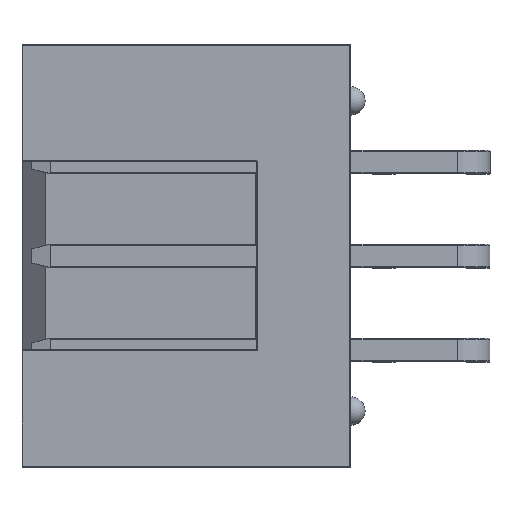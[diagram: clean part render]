
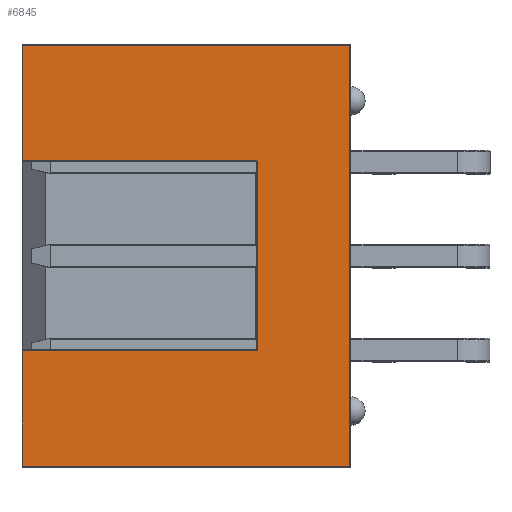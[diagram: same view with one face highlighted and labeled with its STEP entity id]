
A CAD part, top view. The second image highlights one B-rep face of the part: STEP entity #6845.
In plain terms, the highlighted face is planar.
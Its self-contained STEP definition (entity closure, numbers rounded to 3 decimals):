
#393=PLANE('',#7610);
#765=FACE_OUTER_BOUND('',#1189,.T.);
#1189=EDGE_LOOP('',(#5570,#5571,#5572,#5573,#5574,#5575,#5576,#5577,#5578,
#5579));
#1525=CIRCLE('',#7415,0.051);
#1569=CIRCLE('',#7479,0.051);
#1773=LINE('',#10905,#2357);
#1782=LINE('',#10946,#2366);
#1784=LINE('',#10949,#2368);
#1788=LINE('',#10955,#2372);
#1793=LINE('',#10963,#2377);
#1804=LINE('',#10979,#2388);
#1809=LINE('',#10987,#2393);
#1829=LINE('',#11017,#2413);
#2357=VECTOR('',#8735,10.);
#2366=VECTOR('',#8784,10.);
#2368=VECTOR('',#8788,10.);
#2372=VECTOR('',#8796,10.);
#2377=VECTOR('',#8807,10.);
#2388=VECTOR('',#8828,10.);
#2393=VECTOR('',#8839,10.);
#2413=VECTOR('',#8879,10.);
#3073=VERTEX_POINT('',#10647);
#3074=VERTEX_POINT('',#10648);
#3093=VERTEX_POINT('',#10771);
#3119=VERTEX_POINT('',#10844);
#3120=VERTEX_POINT('',#10846);
#3129=VERTEX_POINT('',#10874);
#3138=VERTEX_POINT('',#10898);
#3144=VERTEX_POINT('',#10924);
#3149=VERTEX_POINT('',#10934);
#3152=VERTEX_POINT('',#10941);
#3798=EDGE_CURVE('',#3073,#3074,#1525,.T.);
#3862=EDGE_CURVE('',#3119,#3120,#1569,.T.);
#3890=EDGE_CURVE('',#3138,#3119,#1773,.T.);
#3911=EDGE_CURVE('',#3144,#3152,#1782,.T.);
#3913=EDGE_CURVE('',#3152,#3149,#1784,.T.);
#3917=EDGE_CURVE('',#3149,#3138,#1788,.T.);
#3922=EDGE_CURVE('',#3129,#3144,#1793,.T.);
#3933=EDGE_CURVE('',#3093,#3129,#1804,.T.);
#3938=EDGE_CURVE('',#3120,#3073,#1809,.T.);
#3958=EDGE_CURVE('',#3074,#3093,#1829,.T.);
#5570=ORIENTED_EDGE('',*,*,#3911,.F.);
#5571=ORIENTED_EDGE('',*,*,#3922,.F.);
#5572=ORIENTED_EDGE('',*,*,#3933,.F.);
#5573=ORIENTED_EDGE('',*,*,#3958,.F.);
#5574=ORIENTED_EDGE('',*,*,#3798,.F.);
#5575=ORIENTED_EDGE('',*,*,#3938,.F.);
#5576=ORIENTED_EDGE('',*,*,#3862,.F.);
#5577=ORIENTED_EDGE('',*,*,#3890,.F.);
#5578=ORIENTED_EDGE('',*,*,#3917,.F.);
#5579=ORIENTED_EDGE('',*,*,#3913,.F.);
#6845=ADVANCED_FACE('',(#765),#393,.T.);
#7415=AXIS2_PLACEMENT_3D('',#10649,#8519,#8520);
#7479=AXIS2_PLACEMENT_3D('',#10847,#8665,#8666);
#7610=AXIS2_PLACEMENT_3D('',#11187,#9078,#9079);
#8519=DIRECTION('center_axis',(0.,1.,0.));
#8520=DIRECTION('ref_axis',(-0.707,0.,-0.707));
#8665=DIRECTION('center_axis',(0.,1.,0.));
#8666=DIRECTION('ref_axis',(0.707,0.,-0.707));
#8735=DIRECTION('',(0.,0.,-1.));
#8784=DIRECTION('',(1.,0.,0.));
#8788=DIRECTION('',(0.,0.,1.));
#8796=DIRECTION('',(-1.,0.,0.));
#8807=DIRECTION('',(0.,0.,-1.));
#8828=DIRECTION('',(-1.,0.,0.));
#8839=DIRECTION('',(-1.,0.,0.));
#8879=DIRECTION('',(0.,0.,1.));
#9078=DIRECTION('center_axis',(0.,1.,0.));
#9079=DIRECTION('ref_axis',(-1.,0.,0.));
#10647=CARTESIAN_POINT('',(-2.515,4.445,2.515));
#10648=CARTESIAN_POINT('',(-2.565,4.445,2.565));
#10649=CARTESIAN_POINT('Origin',(-2.515,4.445,2.565));
#10771=CARTESIAN_POINT('',(-2.565,4.445,8.865));
#10844=CARTESIAN_POINT('',(2.565,4.445,2.565));
#10846=CARTESIAN_POINT('',(2.515,4.445,2.515));
#10847=CARTESIAN_POINT('Origin',(2.515,4.445,2.565));
#10874=CARTESIAN_POINT('',(-5.69,4.445,8.865));
#10898=CARTESIAN_POINT('',(2.565,4.445,8.865));
#10905=CARTESIAN_POINT('',(2.565,4.445,1.27));
#10924=CARTESIAN_POINT('',(-5.69,4.445,0.025));
#10934=CARTESIAN_POINT('',(5.69,4.445,8.865));
#10941=CARTESIAN_POINT('',(5.69,4.445,0.025));
#10946=CARTESIAN_POINT('',(2.858,4.445,0.025));
#10949=CARTESIAN_POINT('',(5.69,4.445,0.));
#10955=CARTESIAN_POINT('',(2.858,4.445,8.865));
#10963=CARTESIAN_POINT('',(-5.69,4.445,0.));
#10979=CARTESIAN_POINT('',(2.858,4.445,8.865));
#10987=CARTESIAN_POINT('',(2.858,4.445,2.515));
#11017=CARTESIAN_POINT('',(-2.565,4.445,4.445));
#11187=CARTESIAN_POINT('Origin',(5.715,4.445,0.));
